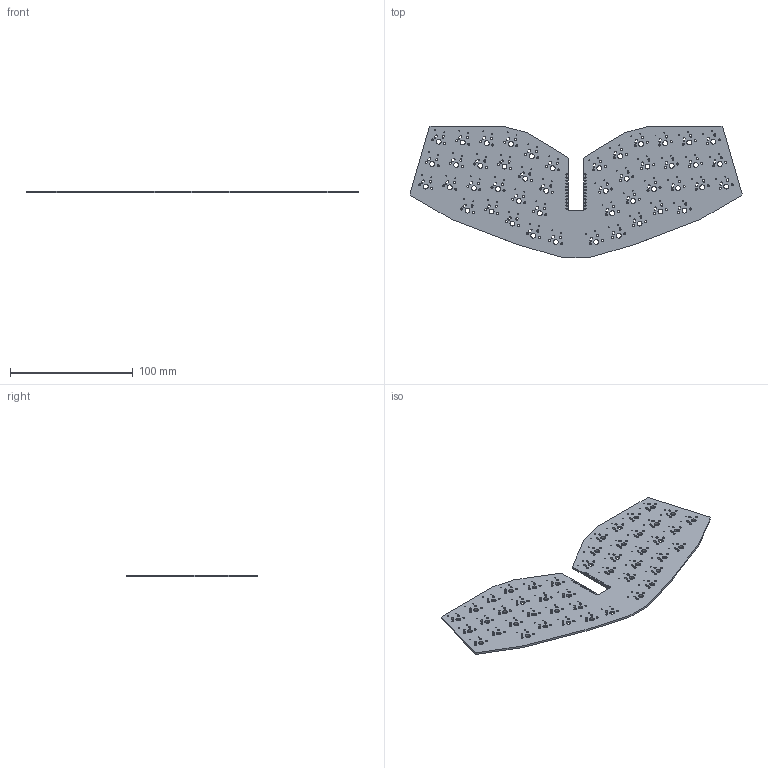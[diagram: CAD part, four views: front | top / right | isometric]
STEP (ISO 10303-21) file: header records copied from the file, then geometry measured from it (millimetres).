
FILE_DESCRIPTION(('KiCad electronic assembly'),'2;1');
FILE_NAME('eiri.step','2020-09-15T17:03:22',('An Author'),('A Company'), 'Open CASCADE STEP processor 6.9','KiCad to STEP converter','Unknown' );
FILE_SCHEMA(('AUTOMOTIVE_DESIGN { 1 0 10303 214 1 1 1 1 }'));
Length unit declared in the file: millimetre
Products named in the file (2): Open CASCADE STEP translator 6.9 1; COMPOUND
Assembly tree (1 placements, depth 2):
  Open CASCADE STEP translator 6.9 1
    COMPOUND
Bounding box: 270.51 x 107.31 x 1.6 mm (x, y, z)
Volume: 31183.5 mm3; surface area: 43405.9 mm2
Topology: 1 solids, 1 shells, 652 faces, 1950 edges, 1300 vertices
Faces by surface type: cylinder 438, plane 214
Full cylindrical faces by diameter (mm): 0.8 x92, 1.092 x24, 1.702 x92, 3.988 x46
Entity records: 49131 total; most frequent: DIRECTION 8034, CARTESIAN_POINT 7804, LINE 4098, VECTOR 4098, ORIENTED_EDGE 3900, PCURVE 3900, DEFINITIONAL_REPRESENTATION 3900, EDGE_CURVE 1950
